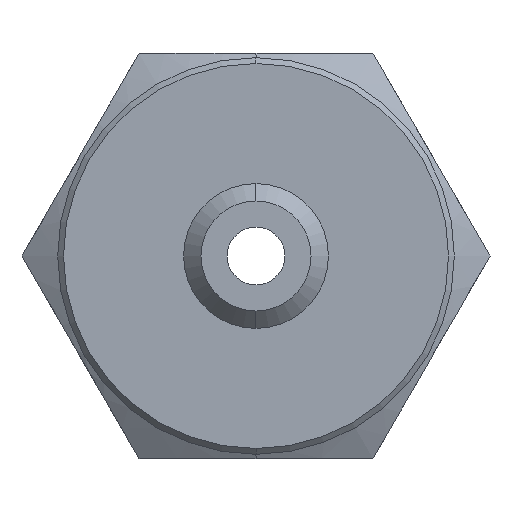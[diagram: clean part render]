
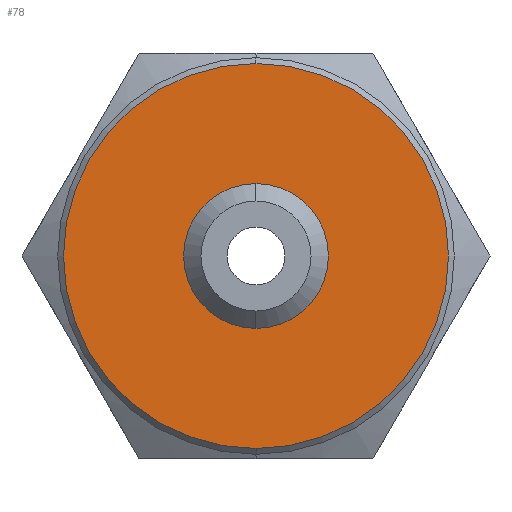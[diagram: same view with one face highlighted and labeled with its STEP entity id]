
A CAD part, front view. The second image highlights one B-rep face of the part: STEP entity #78.
In plain terms, the highlighted planar face has unit normal (0, -1, 0).
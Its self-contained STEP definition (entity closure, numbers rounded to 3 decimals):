
#16 = VERTEX_POINT ( 'NONE', #422 ) ;
#25 = VERTEX_POINT ( 'NONE', #411 ) ;
#36 = EDGE_CURVE ( 'NONE', #16, #57, #455, .T. ) ;
#52 = VERTEX_POINT ( 'NONE', #270 ) ;
#57 = VERTEX_POINT ( 'NONE', #260 ) ;
#62 = EDGE_CURVE ( 'NONE', #52, #25, #319, .T. ) ;
#78 = ADVANCED_FACE ( 'NONE', ( #491, #490 ), #489, .T. ) ;
#215 = DIRECTION ( 'NONE',  ( 0., 0., -1. ) ) ;
#216 = DIRECTION ( 'NONE',  ( 0., -1., 0. ) ) ;
#217 = CARTESIAN_POINT ( 'NONE',  ( 0., 4., 0. ) ) ;
#218 = AXIS2_PLACEMENT_3D ( 'NONE', #217, #216, #215 ) ;
#260 = CARTESIAN_POINT ( 'NONE',  ( 0., 4., 2.5 ) ) ;
#270 = CARTESIAN_POINT ( 'NONE',  ( 0., 4., -6.65 ) ) ;
#314 = ORIENTED_EDGE ( 'NONE', *, *, #62, .T. ) ;
#319 = CIRCLE ( 'NONE', #218, 6.65 ) ;
#361 = EDGE_LOOP ( 'NONE', ( #371, #372 ) ) ;
#371 = ORIENTED_EDGE ( 'NONE', *, *, #36, .F. ) ;
#372 = ORIENTED_EDGE ( 'NONE', *, *, #393, .F. ) ;
#375 = EDGE_LOOP ( 'NONE', ( #376, #314 ) ) ;
#376 = ORIENTED_EDGE ( 'NONE', *, *, #381, .T. ) ;
#381 = EDGE_CURVE ( 'NONE', #25, #52, #863, .T. ) ;
#393 = EDGE_CURVE ( 'NONE', #57, #16, #774, .T. ) ;
#411 = CARTESIAN_POINT ( 'NONE',  ( 0., 4., 6.65 ) ) ;
#422 = CARTESIAN_POINT ( 'NONE',  ( 0., 4., -2.5 ) ) ;
#446 = DIRECTION ( 'NONE',  ( 0., 0., -1. ) ) ;
#447 = DIRECTION ( 'NONE',  ( 0., -1., 0. ) ) ;
#448 = CARTESIAN_POINT ( 'NONE',  ( 0., 4., 0. ) ) ;
#449 = AXIS2_PLACEMENT_3D ( 'NONE', #448, #447, #446 ) ;
#455 = CIRCLE ( 'NONE', #449, 2.5 ) ;
#469 = DIRECTION ( 'NONE',  ( 0., -1., 0. ) ) ;
#470 = CARTESIAN_POINT ( 'NONE',  ( 6.65, 4., 0. ) ) ;
#471 = AXIS2_PLACEMENT_3D ( 'NONE', #470, #469, #501 ) ;
#489 = PLANE ( 'NONE',  #471 ) ;
#490 = FACE_BOUND ( 'NONE', #361, .T. ) ;
#491 = FACE_OUTER_BOUND ( 'NONE', #375, .T. ) ;
#501 = DIRECTION ( 'NONE',  ( 0., 0., -1. ) ) ;
#772 = CARTESIAN_POINT ( 'NONE',  ( 0., 4., 0. ) ) ;
#773 = AXIS2_PLACEMENT_3D ( 'NONE', #772, #891, #890 ) ;
#774 = CIRCLE ( 'NONE', #773, 2.5 ) ;
#859 = DIRECTION ( 'NONE',  ( 0., 0., -1. ) ) ;
#860 = DIRECTION ( 'NONE',  ( 0., -1., 0. ) ) ;
#861 = CARTESIAN_POINT ( 'NONE',  ( 0., 4., 0. ) ) ;
#862 = AXIS2_PLACEMENT_3D ( 'NONE', #861, #860, #859 ) ;
#863 = CIRCLE ( 'NONE', #862, 6.65 ) ;
#890 = DIRECTION ( 'NONE',  ( 0., 0., -1. ) ) ;
#891 = DIRECTION ( 'NONE',  ( 0., -1., 0. ) ) ;
